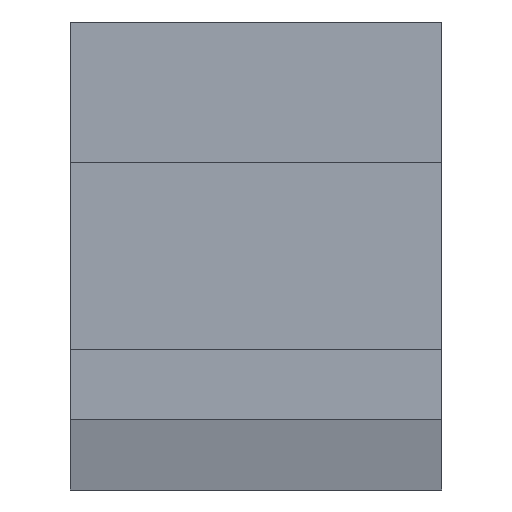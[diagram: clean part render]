
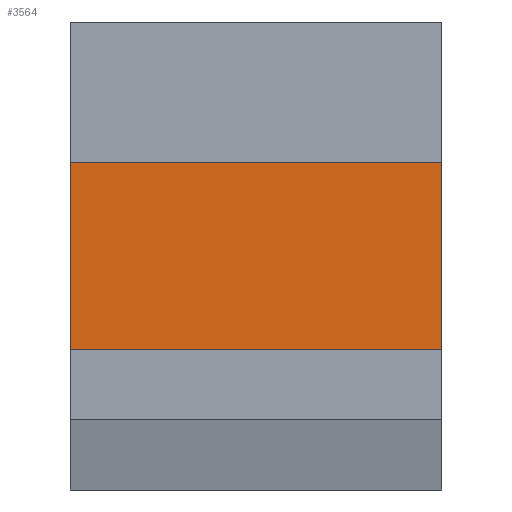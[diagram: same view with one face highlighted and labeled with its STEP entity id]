
A CAD part, front view. The second image highlights one B-rep face of the part: STEP entity #3564.
In plain terms, the highlighted planar face has unit normal (0, -1, 0).
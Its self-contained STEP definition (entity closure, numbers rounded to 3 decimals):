
#209 = CARTESIAN_POINT ( 'NONE',  ( 28.55, 1.958, 132. ) ) ;
#243 = CARTESIAN_POINT ( 'NONE',  ( 28.55, 1.958, 108. ) ) ;
#412 = VERTEX_POINT ( 'NONE', #4119 ) ;
#1141 = ORIENTED_EDGE ( 'NONE', *, *, #5275, .F. ) ;
#1273 = DIRECTION ( 'NONE',  ( 1., 0., 0. ) ) ;
#1369 = VECTOR ( 'NONE', #1273, 1000. ) ;
#1823 = CARTESIAN_POINT ( 'NONE',  ( -42.95, 1.958, 132. ) ) ;
#2173 = AXIS2_PLACEMENT_3D ( 'NONE', #6429, #3238, #6871 ) ;
#2394 = CARTESIAN_POINT ( 'NONE',  ( -42.95, 1.958, 72. ) ) ;
#2730 = VECTOR ( 'NONE', #5736, 1000. ) ;
#2976 = VERTEX_POINT ( 'NONE', #4797 ) ;
#3037 = CARTESIAN_POINT ( 'NONE',  ( -42.95, 1.958, 72. ) ) ;
#3066 = LINE ( 'NONE', #209, #2730 ) ;
#3238 = DIRECTION ( 'NONE',  ( 0., -1., 0. ) ) ;
#3287 = ORIENTED_EDGE ( 'NONE', *, *, #5285, .T. ) ;
#3564 = ADVANCED_FACE ( 'NONE', ( #5276 ), #4377, .T. ) ;
#3828 = ORIENTED_EDGE ( 'NONE', *, *, #5284, .T. ) ;
#3972 = EDGE_LOOP ( 'NONE', ( #4998, #3287, #3828, #1141 ) ) ;
#4119 = CARTESIAN_POINT ( 'NONE',  ( 28.55, 1.958, 72. ) ) ;
#4126 = CARTESIAN_POINT ( 'NONE',  ( -42.95, 1.958, 108. ) ) ;
#4247 = LINE ( 'NONE', #1823, #5536 ) ;
#4377 = PLANE ( 'NONE',  #2173 ) ;
#4460 = LINE ( 'NONE', #2394, #1369 ) ;
#4718 = DIRECTION ( 'NONE',  ( 1., 0., 0. ) ) ;
#4748 = VERTEX_POINT ( 'NONE', #3037 ) ;
#4797 = CARTESIAN_POINT ( 'NONE',  ( -42.95, 1.958, 108. ) ) ;
#4998 = ORIENTED_EDGE ( 'NONE', *, *, #5295, .F. ) ;
#5242 = DIRECTION ( 'NONE',  ( 0., 0., 1. ) ) ;
#5275 = EDGE_CURVE ( 'NONE', #2976, #5427, #6913, .T. ) ;
#5276 = FACE_OUTER_BOUND ( 'NONE', #3972, .T. ) ;
#5284 = EDGE_CURVE ( 'NONE', #412, #5427, #3066, .T. ) ;
#5285 = EDGE_CURVE ( 'NONE', #4748, #412, #4460, .T. ) ;
#5295 = EDGE_CURVE ( 'NONE', #4748, #2976, #4247, .T. ) ;
#5427 = VERTEX_POINT ( 'NONE', #243 ) ;
#5536 = VECTOR ( 'NONE', #5242, 1000. ) ;
#5663 = VECTOR ( 'NONE', #4718, 1000. ) ;
#5736 = DIRECTION ( 'NONE',  ( 0., 0., 1. ) ) ;
#6429 = CARTESIAN_POINT ( 'NONE',  ( -42.95, 1.958, 72. ) ) ;
#6871 = DIRECTION ( 'NONE',  ( 0., 0., -1. ) ) ;
#6913 = LINE ( 'NONE', #4126, #5663 ) ;
